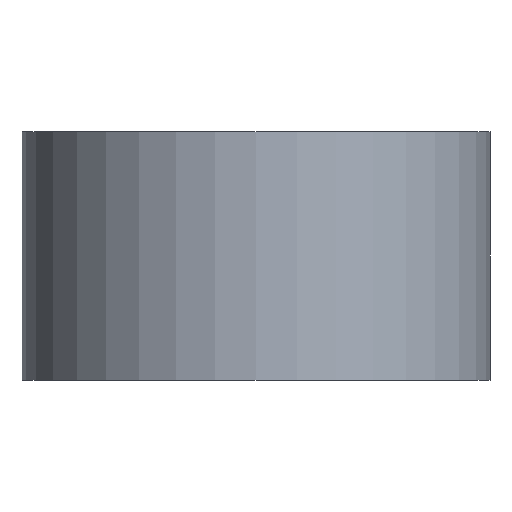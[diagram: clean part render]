
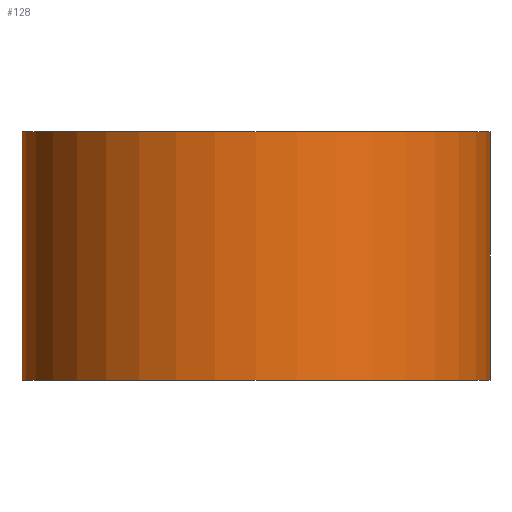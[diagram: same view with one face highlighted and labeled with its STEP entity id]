
A CAD part, front view. The second image highlights one B-rep face of the part: STEP entity #128.
In plain terms, the highlighted cylindrical face has radius 100 mm (diameter 200 mm), a full revolution.
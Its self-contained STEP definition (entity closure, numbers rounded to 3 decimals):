
#18=FACE_OUTER_BOUND($,#52,.T.);
#25=CYLINDRICAL_SURFACE($,#148,100.);
#35=FACE_BOUND($,#53,.T.);
#52=EDGE_LOOP($,(#107));
#53=EDGE_LOOP($,(#108));
#69=CIRCLE($,#147,100.);
#70=CIRCLE($,#149,100.);
#80=VERTEX_POINT($,#221);
#81=VERTEX_POINT($,#224);
#91=EDGE_CURVE($,#80,#80,#69,.T.);
#92=EDGE_CURVE($,#81,#81,#70,.T.);
#107=ORIENTED_EDGE($,*,*,#91,.T.);
#108=ORIENTED_EDGE($,*,*,#92,.F.);
#128=ADVANCED_FACE($,(#18,#35),#25,.T.);
#147=AXIS2_PLACEMENT_3D($,#222,#181,#182);
#148=AXIS2_PLACEMENT_3D($,#223,#183,#184);
#149=AXIS2_PLACEMENT_3D($,#225,#185,#186);
#181=DIRECTION('center_axis',(0.,0.,1.));
#182=DIRECTION('ref_axis',(1.,0.,0.));
#183=DIRECTION('center_axis',(0.,0.,1.));
#184=DIRECTION('ref_axis',(0.,-1.,0.));
#185=DIRECTION('center_axis',(0.,0.,1.));
#186=DIRECTION('ref_axis',(1.,0.,0.));
#221=CARTESIAN_POINT('',(0.,-100.,-57.046));
#222=CARTESIAN_POINT('Origin',(0.,0.,-57.046));
#223=CARTESIAN_POINT('Origin',(0.,0.,-4.046));
#224=CARTESIAN_POINT('',(0.,-100.,48.954));
#225=CARTESIAN_POINT('Origin',(0.,0.,48.954));
